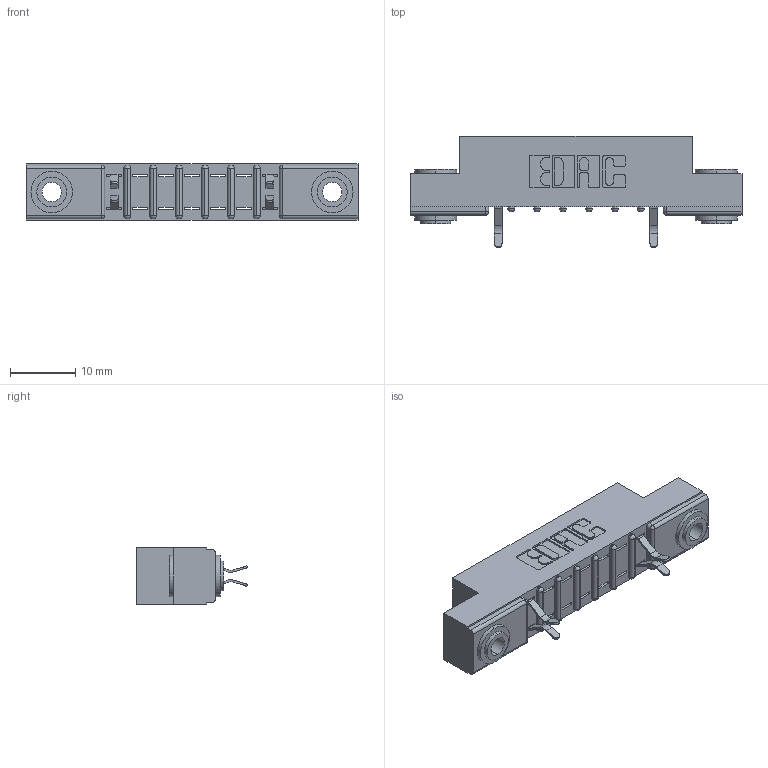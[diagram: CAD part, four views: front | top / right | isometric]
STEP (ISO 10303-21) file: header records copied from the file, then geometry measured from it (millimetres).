
FILE_DESCRIPTION (( 'STEP AP203' ), '1' );
FILE_NAME ('357-014-556-203.STEP', '2018-08-08T00:30:31', ( '' ), ( '' ), 'SwSTEP 2.0', 'SolidWorks 2016', '' );
FILE_SCHEMA (( 'CONFIG_CONTROL_DESIGN' ));
Length unit declared in the file: inch
Products named in the file (4): 307 Part_.156 Dia Mounting Holes; 307-290-001_556; 345-250-002_345-250-002-102; 357-014-556-203
Assembly tree (7 placements, depth 2):
  357-014-556-203
    307 Part_.156 Dia Mounting Holes
    307-290-001_556  x4
    345-250-002_345-250-002-102  x2
Bounding box: 50.75 x 16.97 x 8.71 mm (x, y, z)
Volume: 3192.3 mm3; surface area: 4334.9 mm2
Topology: 7 solids, 7 shells, 478 faces, 1323 edges, 850 vertices
Faces by surface type: plane 286, cylinder 168, sphere 16, cone 8
Entity records: 11389 total; most frequent: CARTESIAN_POINT 1898, DIRECTION 1879, ORIENTED_EDGE 1878, EDGE_CURVE 939, LINE 697, VECTOR 697, VERTEX_POINT 610, AXIS2_PLACEMENT_3D 591
